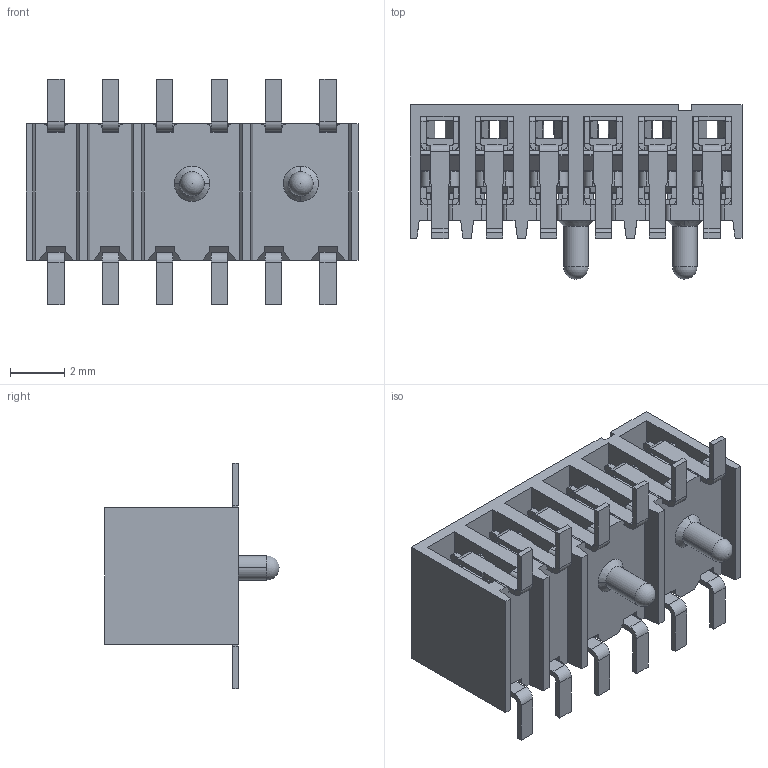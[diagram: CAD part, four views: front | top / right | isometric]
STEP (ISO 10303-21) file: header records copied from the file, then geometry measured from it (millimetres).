
FILE_DESCRIPTION(/* description */ (''),/* implementation_level */ '2;1');
FILE_NAME(/* name */ '6192-12-xx-10.stp',/* time_stamp */ '2024-02-19T11:02:18+08:00',/* author */ (''),/* organization */ (''),/* preprocessor_version */ 'ST-DEVELOPER v16',/* originating_system */ 'SIEMENS PLM Software NX 11.0',/* authorisation */ '');
FILE_SCHEMA (('AUTOMOTIVE_DESIGN { 1 0 10303 214 3 1 1 1 }'));
Length unit declared in the file: millimetre
Products named in the file (1): 6192-12-xx-10
Bounding box: 12.2 x 6.4 x 8.3 mm (x, y, z)
Volume: 187.2 mm3; surface area: 931.7 mm2
Topology: 13 solids, 13 shells, 1770 faces, 4274 edges, 2524 vertices
Faces by surface type: plane 1106, cylinder 514, bspline 144, cone 4, sphere 2
Entity records: 53177 total; most frequent: CARTESIAN_POINT 13399, ORIENTED_EDGE 8540, DIRECTION 7718, EDGE_CURVE 4270, LINE 2804, VECTOR 2804, VERTEX_POINT 2522, AXIS2_PLACEMENT_3D 2457
